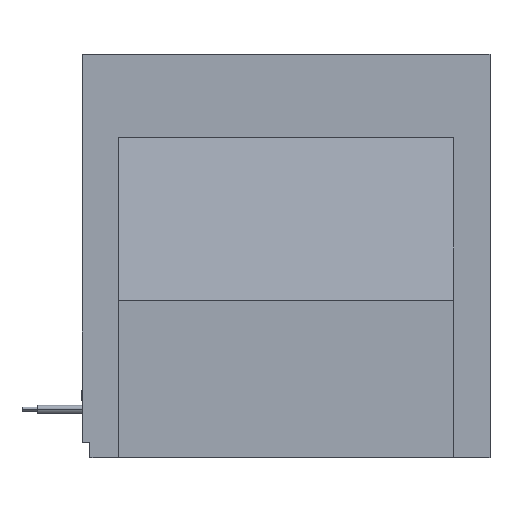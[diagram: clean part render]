
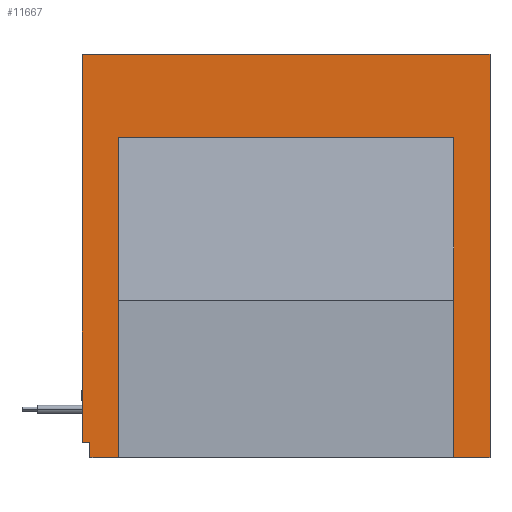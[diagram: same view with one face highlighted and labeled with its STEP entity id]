
A CAD part, top view. The second image highlights one B-rep face of the part: STEP entity #11667.
In plain terms, the highlighted planar face has unit normal (0, 0, 1).
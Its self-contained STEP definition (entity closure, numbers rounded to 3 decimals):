
#88 = ORIENTED_EDGE ( 'NONE', *, *, #18664, .F. ) ;
#945 = VECTOR ( 'NONE', #20428, 1000. ) ;
#953 = CARTESIAN_POINT ( 'NONE',  ( 13.448, 7.374, 341.607 ) ) ;
#1464 = CARTESIAN_POINT ( 'NONE',  ( 235.448, 7.374, 341.607 ) ) ;
#1994 = DIRECTION ( 'NONE',  ( -1., 0., 0. ) ) ;
#2166 = CARTESIAN_POINT ( 'NONE',  ( 259.448, 274.374, 341.607 ) ) ;
#2179 = VERTEX_POINT ( 'NONE', #1464 ) ;
#2377 = CARTESIAN_POINT ( 'NONE',  ( -5.552, 7.374, 341.607 ) ) ;
#2803 = VERTEX_POINT ( 'NONE', #4541 ) ;
#3188 = ORIENTED_EDGE ( 'NONE', *, *, #21397, .F. ) ;
#3536 = VERTEX_POINT ( 'NONE', #21378 ) ;
#4281 = LINE ( 'NONE', #11919, #10439 ) ;
#4541 = CARTESIAN_POINT ( 'NONE',  ( -10.552, 17.374, 341.607 ) ) ;
#5059 = LINE ( 'NONE', #12668, #945 ) ;
#5164 = CARTESIAN_POINT ( 'NONE',  ( -5.552, 17.374, 341.607 ) ) ;
#5550 = EDGE_CURVE ( 'NONE', #3536, #18580, #13812, .T. ) ;
#5894 = ORIENTED_EDGE ( 'NONE', *, *, #12446, .T. ) ;
#5911 = DIRECTION ( 'NONE',  ( 1., 0., 0. ) ) ;
#5945 = CARTESIAN_POINT ( 'NONE',  ( 13.448, 2.374, 341.607 ) ) ;
#6621 = LINE ( 'NONE', #14267, #23777 ) ;
#6942 = VERTEX_POINT ( 'NONE', #19508 ) ;
#7097 = DIRECTION ( 'NONE',  ( -1., 0., 0. ) ) ;
#7188 = VECTOR ( 'NONE', #13564, 1000. ) ;
#7401 = LINE ( 'NONE', #15056, #22308 ) ;
#7521 = VERTEX_POINT ( 'NONE', #23561 ) ;
#7550 = VERTEX_POINT ( 'NONE', #953 ) ;
#7881 = LINE ( 'NONE', #15560, #11990 ) ;
#8188 = EDGE_CURVE ( 'NONE', #6942, #20148, #7881, .T. ) ;
#8690 = CARTESIAN_POINT ( 'NONE',  ( 235.448, 219.374, 341.607 ) ) ;
#8792 = VECTOR ( 'NONE', #1994, 1000. ) ;
#9310 = VECTOR ( 'NONE', #10035, 1000. ) ;
#9803 = DIRECTION ( 'NONE',  ( -1., 0., 0. ) ) ;
#10035 = DIRECTION ( 'NONE',  ( 0., 1., 0. ) ) ;
#10439 = VECTOR ( 'NONE', #19658, 1000. ) ;
#10458 = EDGE_CURVE ( 'NONE', #7550, #13431, #23238, .T. ) ;
#11337 = ORIENTED_EDGE ( 'NONE', *, *, #10458, .T. ) ;
#11516 = LINE ( 'NONE', #19275, #8792 ) ;
#11667 = ADVANCED_FACE ( 'NONE', ( #12611 ), #20371, .F. ) ;
#11919 = CARTESIAN_POINT ( 'NONE',  ( -10.552, 229.374, 341.607 ) ) ;
#11990 = VECTOR ( 'NONE', #23303, 1000. ) ;
#12446 = EDGE_CURVE ( 'NONE', #6942, #7521, #19445, .T. ) ;
#12611 = FACE_OUTER_BOUND ( 'NONE', #18512, .T. ) ;
#12668 = CARTESIAN_POINT ( 'NONE',  ( 259.448, 7.374, 341.607 ) ) ;
#13217 = CARTESIAN_POINT ( 'NONE',  ( 13.448, 219.374, 341.607 ) ) ;
#13431 = VERTEX_POINT ( 'NONE', #13217 ) ;
#13522 = VERTEX_POINT ( 'NONE', #8690 ) ;
#13564 = DIRECTION ( 'NONE',  ( 0., 1., 0. ) ) ;
#13812 = LINE ( 'NONE', #2377, #9310 ) ;
#13970 = EDGE_CURVE ( 'NONE', #13522, #13431, #6621, .T. ) ;
#14267 = CARTESIAN_POINT ( 'NONE',  ( 269.448, 219.374, 341.607 ) ) ;
#15056 = CARTESIAN_POINT ( 'NONE',  ( 235.448, 2.374, 341.607 ) ) ;
#15256 = ORIENTED_EDGE ( 'NONE', *, *, #15752, .T. ) ;
#15461 = LINE ( 'NONE', #23204, #20095 ) ;
#15560 = CARTESIAN_POINT ( 'NONE',  ( 259.448, 229.374, 341.607 ) ) ;
#15752 = EDGE_CURVE ( 'NONE', #7521, #2803, #4281, .T. ) ;
#15861 = ORIENTED_EDGE ( 'NONE', *, *, #23103, .T. ) ;
#16479 = VECTOR ( 'NONE', #9803, 1000. ) ;
#16655 = CARTESIAN_POINT ( 'NONE',  ( 259.448, 229.374, 341.607 ) ) ;
#16884 = AXIS2_PLACEMENT_3D ( 'NONE', #16655, #24428, #7097 ) ;
#18321 = ORIENTED_EDGE ( 'NONE', *, *, #13970, .F. ) ;
#18489 = CARTESIAN_POINT ( 'NONE',  ( 259.448, 7.374, 341.607 ) ) ;
#18512 = EDGE_LOOP ( 'NONE', ( #22210, #19472, #5894, #15256, #3188, #19547, #15861, #11337, #18321, #88 ) ) ;
#18580 = VERTEX_POINT ( 'NONE', #5164 ) ;
#18664 = EDGE_CURVE ( 'NONE', #2179, #13522, #7401, .T. ) ;
#19275 = CARTESIAN_POINT ( 'NONE',  ( -10.552, 17.374, 341.607 ) ) ;
#19445 = LINE ( 'NONE', #2166, #16479 ) ;
#19472 = ORIENTED_EDGE ( 'NONE', *, *, #8188, .F. ) ;
#19508 = CARTESIAN_POINT ( 'NONE',  ( 259.448, 274.374, 341.607 ) ) ;
#19547 = ORIENTED_EDGE ( 'NONE', *, *, #5550, .F. ) ;
#19658 = DIRECTION ( 'NONE',  ( 0., -1., 0. ) ) ;
#19885 = EDGE_CURVE ( 'NONE', #2179, #20148, #5059, .T. ) ;
#20095 = VECTOR ( 'NONE', #5911, 1000. ) ;
#20148 = VERTEX_POINT ( 'NONE', #18489 ) ;
#20371 = PLANE ( 'NONE',  #16884 ) ;
#20428 = DIRECTION ( 'NONE',  ( 1., 0., 0. ) ) ;
#21378 = CARTESIAN_POINT ( 'NONE',  ( -5.552, 7.374, 341.607 ) ) ;
#21397 = EDGE_CURVE ( 'NONE', #18580, #2803, #11516, .T. ) ;
#22012 = DIRECTION ( 'NONE',  ( -1., 0., 0. ) ) ;
#22210 = ORIENTED_EDGE ( 'NONE', *, *, #19885, .T. ) ;
#22308 = VECTOR ( 'NONE', #22801, 1000. ) ;
#22801 = DIRECTION ( 'NONE',  ( 0., 1., 0. ) ) ;
#23103 = EDGE_CURVE ( 'NONE', #3536, #7550, #15461, .T. ) ;
#23204 = CARTESIAN_POINT ( 'NONE',  ( 259.448, 7.374, 341.607 ) ) ;
#23238 = LINE ( 'NONE', #5945, #7188 ) ;
#23303 = DIRECTION ( 'NONE',  ( 0., -1., 0. ) ) ;
#23561 = CARTESIAN_POINT ( 'NONE',  ( -10.552, 274.374, 341.607 ) ) ;
#23777 = VECTOR ( 'NONE', #22012, 1000. ) ;
#24428 = DIRECTION ( 'NONE',  ( 0., 0., -1. ) ) ;
